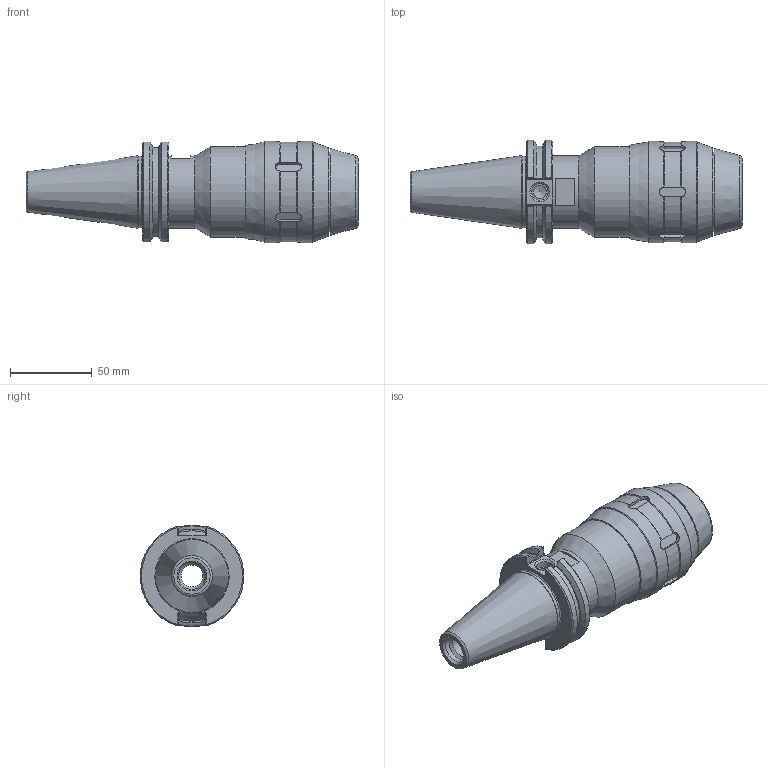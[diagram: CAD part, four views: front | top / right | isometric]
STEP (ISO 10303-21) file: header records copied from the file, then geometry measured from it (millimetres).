
FILE_DESCRIPTION(/* description */ (''),/* implementation_level */ '2;1');
FILE_NAME(/* name */ 'CV40-HPC100-135A.stp',/* time_stamp */ '2018-10-19T15:32:46-04:00',/* author */ ('dhartman'),/* organization */ (''),/* preprocessor_version */ 'ST-DEVELOPER v17',/* originating_system */ 'Autodesk Inventor 2018',/* authorisation */ '');
FILE_SCHEMA (('AUTOMOTIVE_DESIGN { 1 0 10303 214 3 1 1 }'));
Length unit declared in the file: inch
Products named in the file (1): CV40-HPC100-135A
Bounding box: 203.12 x 63.26 x 61.98 mm (x, y, z)
Volume: 310520.8 mm3; surface area: 52365.1 mm2
Topology: 1 solids, 1 shells, 155 faces, 420 edges, 277 vertices
Faces by surface type: plane 59, cylinder 51, cone 34, bspline 8, torus 3
Full cylindrical faces by diameter (mm): 8 x1, 10.135 x1, 13.386 x1, 16.459 x1, 20.015 x1, 25.4 x2, 26.67 x1, 32.117 x1, 43.942 x1, 44.45 x1, 48.383 x1, 55.423 x1, 61.976 x2
Entity records: 6240 total; most frequent: CARTESIAN_POINT 2268, ORIENTED_EDGE 838, DIRECTION 772, EDGE_CURVE 419, AXIS2_PLACEMENT_3D 305, VERTEX_POINT 277, EDGE_LOOP 168, LINE 162
